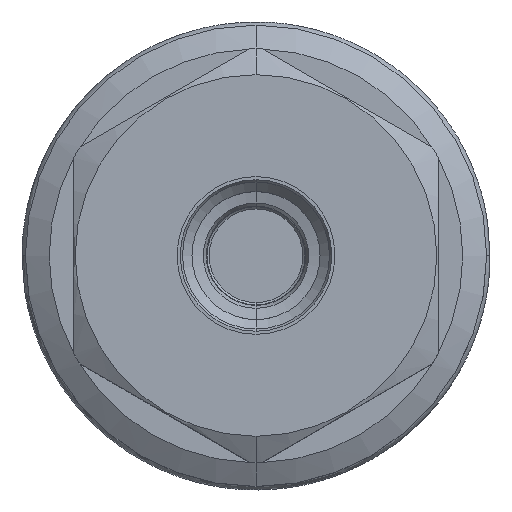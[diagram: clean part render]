
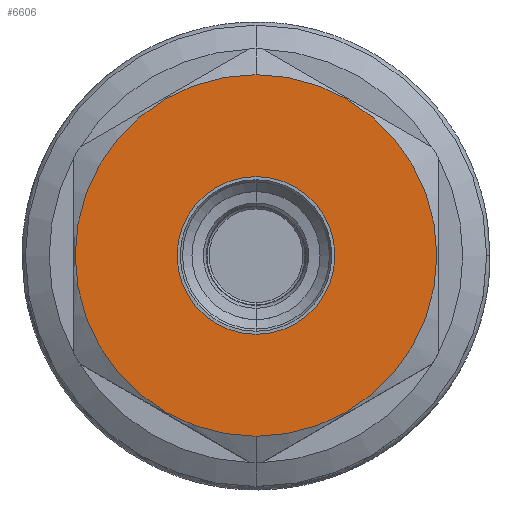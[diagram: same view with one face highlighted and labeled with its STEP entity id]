
A CAD part, top view. The second image highlights one B-rep face of the part: STEP entity #6606.
In plain terms, the highlighted planar face has unit normal (0, 0, 1).
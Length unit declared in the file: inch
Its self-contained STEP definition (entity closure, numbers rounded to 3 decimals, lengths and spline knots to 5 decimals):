
#2999=CARTESIAN_POINT('',(0.,0.,4.811));
#3000=DIRECTION('',(0.,0.,1.));
#3001=DIRECTION('',(0.,-1.,0.));
#3002=AXIS2_PLACEMENT_3D('',#2999,#3000,#3001);
#3004=CARTESIAN_POINT('',(0.,0.,4.811));
#3005=DIRECTION('',(0.,0.,1.));
#3006=DIRECTION('',(0.,1.,0.));
#3007=AXIS2_PLACEMENT_3D('',#3004,#3005,#3006);
#3009=CARTESIAN_POINT('',(0.,0.,4.811));
#3010=DIRECTION('',(0.,0.,1.));
#3011=DIRECTION('',(0.,-1.,0.));
#3012=AXIS2_PLACEMENT_3D('',#3009,#3010,#3011);
#3014=CARTESIAN_POINT('',(0.,0.,4.811));
#3015=DIRECTION('',(0.,0.,1.));
#3016=DIRECTION('',(0.,1.,0.));
#3017=AXIS2_PLACEMENT_3D('',#3014,#3015,#3016);
#3585=CARTESIAN_POINT('',(0.,-0.807,4.811));
#3586=CARTESIAN_POINT('',(0.,0.807,4.811));
#3587=VERTEX_POINT('',#3585);
#3588=VERTEX_POINT('',#3586);
#3677=CARTESIAN_POINT('',(0.,-0.352,4.811));
#3678=CARTESIAN_POINT('',(0.,0.352,4.811));
#3679=VERTEX_POINT('',#3677);
#3680=VERTEX_POINT('',#3678);
#6590=CARTESIAN_POINT('',(0.,0.,4.811));
#6591=DIRECTION('',(0.,0.,1.));
#6592=DIRECTION('',(0.,1.,0.));
#6593=AXIS2_PLACEMENT_3D('',#6590,#6591,#6592);
#6594=PLANE('',#6593);
#6596=ORIENTED_EDGE('',*,*,#6595,.F.);
#6598=ORIENTED_EDGE('',*,*,#6597,.F.);
#6599=EDGE_LOOP('',(#6596,#6598));
#6600=FACE_OUTER_BOUND('',#6599,.F.);
#6601=ORIENTED_EDGE('',*,*,#6580,.T.);
#6603=ORIENTED_EDGE('',*,*,#6602,.T.);
#6604=EDGE_LOOP('',(#6601,#6603));
#6605=FACE_BOUND('',#6604,.F.);
#6606=ADVANCED_FACE('',(#6600,#6605),#6594,.T.);
#3003=CIRCLE('',#3002,0.807);
#3008=CIRCLE('',#3007,0.807);
#3013=CIRCLE('',#3012,0.352);
#3018=CIRCLE('',#3017,0.352);
#6580=EDGE_CURVE('',#3679,#3680,#3013,.T.);
#6595=EDGE_CURVE('',#3587,#3588,#3003,.T.);
#6597=EDGE_CURVE('',#3588,#3587,#3008,.T.);
#6602=EDGE_CURVE('',#3680,#3679,#3018,.T.);
